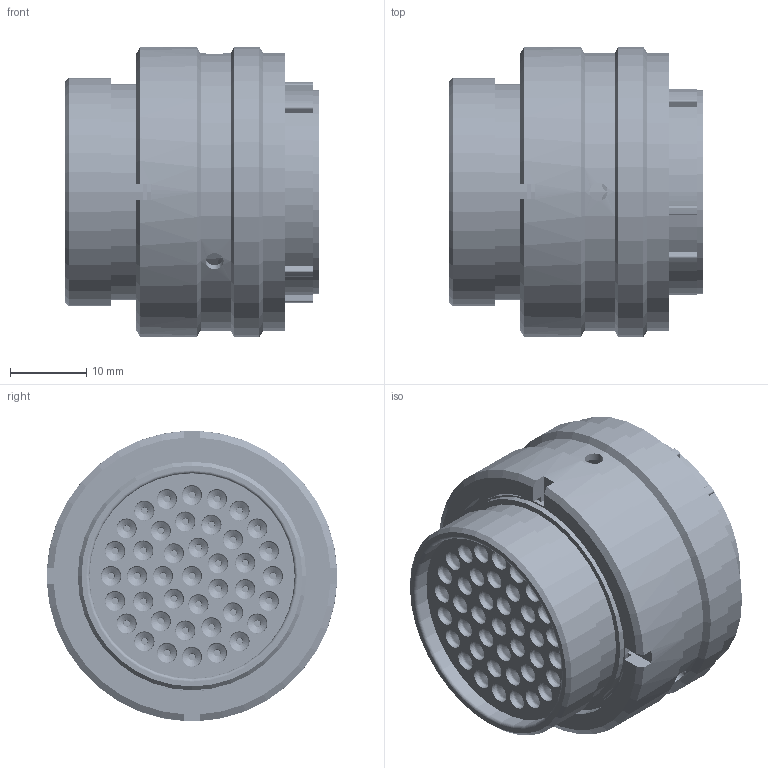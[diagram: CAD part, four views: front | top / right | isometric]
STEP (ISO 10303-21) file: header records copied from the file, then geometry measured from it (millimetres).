
FILE_DESCRIPTION (( 'STEP AP214' ), '1' );
FILE_NAME ('AS620-41PC.STEP', '2022-02-02T09:29:03', ( '' ), ( '' ), 'SwSTEP 2.0', 'SolidWorks 2020', '' );
FILE_SCHEMA (( 'AUTOMOTIVE_DESIGN' ));
Length unit declared in the file: millimetre
Products named in the file (1): AS620-41PC
Bounding box: 33.37 x 38.1 x 38.1 mm (x, y, z)
Volume: 17067.5 mm3; surface area: 22468.7 mm2
Topology: 50 solids, 50 shells, 3797 faces, 8705 edges, 5225 vertices
Faces by surface type: cylinder 1267, torus 1154, plane 775, cone 586, bspline 9, sphere 6
Entity records: 157569 total; most frequent: CARTESIAN_POINT 30060, DIRECTION 18784, ORIENTED_EDGE 17380, EDGE_CURVE 8690, AXIS2_PLACEMENT_3D 8343, VERTEX_POINT 5216, CIRCLE 4556, EDGE_LOOP 4276
